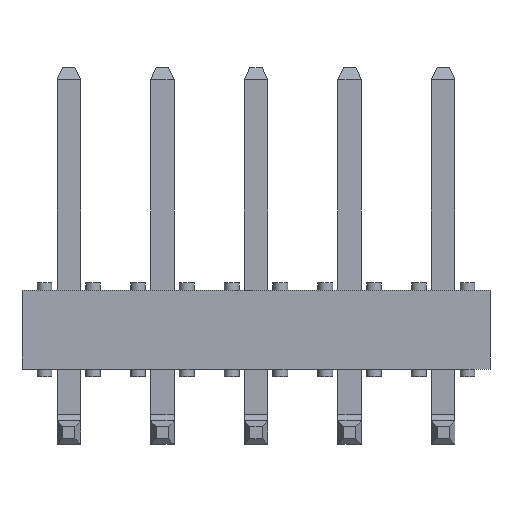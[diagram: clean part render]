
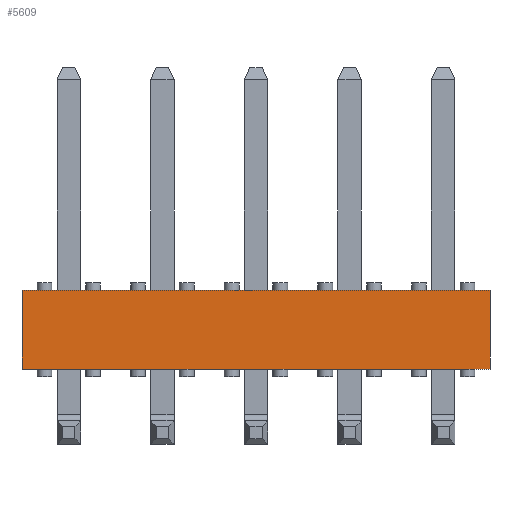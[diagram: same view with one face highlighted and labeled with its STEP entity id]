
A CAD part, front view. The second image highlights one B-rep face of the part: STEP entity #5609.
In plain terms, the highlighted planar face has unit normal (0, -1, 0).
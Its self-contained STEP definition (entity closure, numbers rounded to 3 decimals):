
#72 = VERTEX_POINT ( 'NONE', #4672 ) ;
#248 = VECTOR ( 'NONE', #3469, 1000. ) ;
#307 = EDGE_LOOP ( 'NONE', ( #2183, #3763, #4375, #2415 ) ) ;
#471 = CARTESIAN_POINT ( 'NONE',  ( -6.35, 0., -3.07 ) ) ;
#731 = VECTOR ( 'NONE', #2456, 1000. ) ;
#871 = CARTESIAN_POINT ( 'NONE',  ( 6.35, 0., -0.93 ) ) ;
#879 = VERTEX_POINT ( 'NONE', #3800 ) ;
#1128 = CARTESIAN_POINT ( 'NONE',  ( -6.35, 0., -3.07 ) ) ;
#1343 = EDGE_CURVE ( 'NONE', #3655, #879, #2069, .T. ) ;
#1367 = AXIS2_PLACEMENT_3D ( 'NONE', #1424, #1829, #2945 ) ;
#1424 = CARTESIAN_POINT ( 'NONE',  ( -6.35, 0., -0.93 ) ) ;
#1522 = LINE ( 'NONE', #1963, #6135 ) ;
#1690 = LINE ( 'NONE', #4230, #5815 ) ;
#1829 = DIRECTION ( 'NONE',  ( 0., 1., 0. ) ) ;
#1963 = CARTESIAN_POINT ( 'NONE',  ( -6.35, 0., -0.93 ) ) ;
#2069 = LINE ( 'NONE', #471, #248 ) ;
#2183 = ORIENTED_EDGE ( 'NONE', *, *, #1343, .T. ) ;
#2415 = ORIENTED_EDGE ( 'NONE', *, *, #4773, .T. ) ;
#2456 = DIRECTION ( 'NONE',  ( 0., 0., -1. ) ) ;
#2945 = DIRECTION ( 'NONE',  ( 0., 0., 1. ) ) ;
#3133 = DIRECTION ( 'NONE',  ( 1., 0., 0. ) ) ;
#3405 = PLANE ( 'NONE',  #1367 ) ;
#3469 = DIRECTION ( 'NONE',  ( 1., 0., 0. ) ) ;
#3547 = DIRECTION ( 'NONE',  ( 0., 0., -1. ) ) ;
#3655 = VERTEX_POINT ( 'NONE', #1128 ) ;
#3763 = ORIENTED_EDGE ( 'NONE', *, *, #4995, .F. ) ;
#3800 = CARTESIAN_POINT ( 'NONE',  ( 6.35, 0., -3.07 ) ) ;
#4230 = CARTESIAN_POINT ( 'NONE',  ( -6.35, 0., -0.93 ) ) ;
#4375 = ORIENTED_EDGE ( 'NONE', *, *, #4869, .F. ) ;
#4476 = VERTEX_POINT ( 'NONE', #871 ) ;
#4482 = CARTESIAN_POINT ( 'NONE',  ( 6.35, 0., -0.93 ) ) ;
#4672 = CARTESIAN_POINT ( 'NONE',  ( -6.35, 0., -0.93 ) ) ;
#4773 = EDGE_CURVE ( 'NONE', #72, #3655, #1522, .T. ) ;
#4869 = EDGE_CURVE ( 'NONE', #72, #4476, #1690, .T. ) ;
#4995 = EDGE_CURVE ( 'NONE', #4476, #879, #5509, .T. ) ;
#5454 = FACE_OUTER_BOUND ( 'NONE', #307, .T. ) ;
#5509 = LINE ( 'NONE', #4482, #731 ) ;
#5609 = ADVANCED_FACE ( 'NONE', ( #5454 ), #3405, .F. ) ;
#5815 = VECTOR ( 'NONE', #3133, 1000. ) ;
#6135 = VECTOR ( 'NONE', #3547, 1000. ) ;
